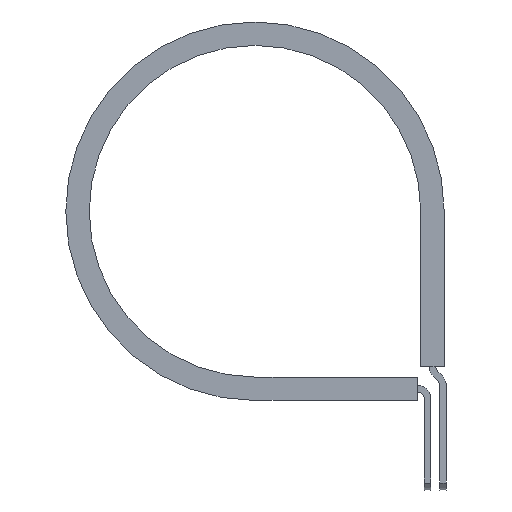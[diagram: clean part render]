
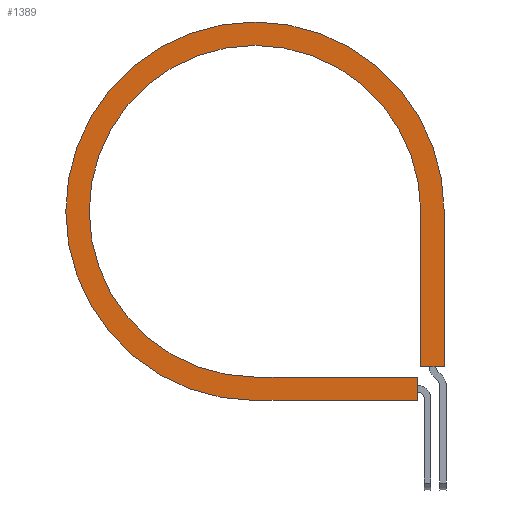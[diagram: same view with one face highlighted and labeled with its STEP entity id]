
A CAD part, front view. The second image highlights one B-rep face of the part: STEP entity #1389.
In plain terms, the highlighted planar face has unit normal (0, -1, 0).
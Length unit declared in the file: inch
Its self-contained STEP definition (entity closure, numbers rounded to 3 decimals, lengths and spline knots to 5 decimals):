
#2 = EDGE_CURVE ( 'NONE', #604, #625, #312, .T. ) ;
#18 = ORIENTED_EDGE ( 'NONE', *, *, #148, .F. ) ;
#38 = ORIENTED_EDGE ( 'NONE', *, *, #960, .F. ) ;
#45 = CARTESIAN_POINT ( 'NONE',  ( 1.1875, -0.31, -1.11315 ) ) ;
#60 = CARTESIAN_POINT ( 'NONE',  ( 0., -0.31, -1.1875 ) ) ;
#148 = EDGE_CURVE ( 'NONE', #640, #665, #667, .T. ) ;
#192 = ORIENTED_EDGE ( 'NONE', *, *, #638, .T. ) ;
#224 = ORIENTED_EDGE ( 'NONE', *, *, #2, .F. ) ;
#266 = CARTESIAN_POINT ( 'NONE',  ( 1.1875, -0.31, 0. ) ) ;
#279 = EDGE_CURVE ( 'NONE', #604, #1346, #1230, .T. ) ;
#286 = CARTESIAN_POINT ( 'NONE',  ( 1.3555, -0.31, 0. ) ) ;
#311 = VECTOR ( 'NONE', #318, 39.37008 ) ;
#312 = LINE ( 'NONE', #286, #311 ) ;
#318 = DIRECTION ( 'NONE',  ( 0., 0., -1. ) ) ;
#321 = CARTESIAN_POINT ( 'NONE',  ( 1.1622, -0.31, -1.3555 ) ) ;
#331 = FACE_OUTER_BOUND ( 'NONE', #1341, .T. ) ;
#388 = PLANE ( 'NONE',  #573 ) ;
#397 = DIRECTION ( 'NONE',  ( 1., 0., 0. ) ) ;
#430 = CARTESIAN_POINT ( 'NONE',  ( 1.3555, -0.31, 0. ) ) ;
#470 = EDGE_CURVE ( 'NONE', #640, #1544, #855, .T. ) ;
#518 = EDGE_CURVE ( 'NONE', #1090, #1469, #914, .T. ) ;
#520 = ORIENTED_EDGE ( 'NONE', *, *, #1018, .F. ) ;
#553 = CARTESIAN_POINT ( 'NONE',  ( 1.3555, -0.31, -1.11315 ) ) ;
#573 = AXIS2_PLACEMENT_3D ( 'NONE', #266, #1271, #397 ) ;
#604 = VERTEX_POINT ( 'NONE', #430 ) ;
#625 = VERTEX_POINT ( 'NONE', #553 ) ;
#631 = DIRECTION ( 'NONE',  ( -1., 0., 0. ) ) ;
#638 = EDGE_CURVE ( 'NONE', #1346, #1090, #947, .T. ) ;
#640 = VERTEX_POINT ( 'NONE', #701 ) ;
#646 = CARTESIAN_POINT ( 'NONE',  ( 1.1875, -0.31, -1.11315 ) ) ;
#664 = DIRECTION ( 'NONE',  ( 1., 0., 0. ) ) ;
#665 = VERTEX_POINT ( 'NONE', #60 ) ;
#667 = CIRCLE ( 'NONE', #902, 1.1875 ) ;
#701 = CARTESIAN_POINT ( 'NONE',  ( 1.1875, -0.31, 0. ) ) ;
#786 = CARTESIAN_POINT ( 'NONE',  ( 0., -0.31, -1.3555 ) ) ;
#855 = LINE ( 'NONE', #1192, #856 ) ;
#856 = VECTOR ( 'NONE', #1210, 39.37008 ) ;
#873 = CARTESIAN_POINT ( 'NONE',  ( 0., -0.31, 0. ) ) ;
#876 = DIRECTION ( 'NONE',  ( 0., -1., 0. ) ) ;
#898 = DIRECTION ( 'NONE',  ( 0., 0., -1. ) ) ;
#899 = VECTOR ( 'NONE', #1512, 39.37008 ) ;
#902 = AXIS2_PLACEMENT_3D ( 'NONE', #873, #876, #898 ) ;
#914 = LINE ( 'NONE', #1520, #899 ) ;
#939 = ORIENTED_EDGE ( 'NONE', *, *, #279, .T. ) ;
#947 = LINE ( 'NONE', #786, #955 ) ;
#955 = VECTOR ( 'NONE', #664, 39.37008 ) ;
#958 = CARTESIAN_POINT ( 'NONE',  ( 0., -0.31, -1.3555 ) ) ;
#960 = EDGE_CURVE ( 'NONE', #625, #1544, #1351, .T. ) ;
#1018 = EDGE_CURVE ( 'NONE', #665, #1469, #1676, .T. ) ;
#1090 = VERTEX_POINT ( 'NONE', #321 ) ;
#1192 = CARTESIAN_POINT ( 'NONE',  ( 1.1875, -0.31, 0. ) ) ;
#1210 = DIRECTION ( 'NONE',  ( 0., 0., -1. ) ) ;
#1230 = CIRCLE ( 'NONE', #1476, 1.3555 ) ;
#1265 = VECTOR ( 'NONE', #1492, 39.37008 ) ;
#1271 = DIRECTION ( 'NONE',  ( 0., -1., 0. ) ) ;
#1282 = CARTESIAN_POINT ( 'NONE',  ( 1.1622, -0.31, -1.1875 ) ) ;
#1341 = EDGE_LOOP ( 'NONE', ( #38, #224, #939, #192, #1403, #520, #18, #1498 ) ) ;
#1346 = VERTEX_POINT ( 'NONE', #958 ) ;
#1351 = LINE ( 'NONE', #646, #1712 ) ;
#1389 = ADVANCED_FACE ( 'NONE', ( #331 ), #388, .T. ) ;
#1403 = ORIENTED_EDGE ( 'NONE', *, *, #518, .T. ) ;
#1435 = CARTESIAN_POINT ( 'NONE',  ( 0., -0.31, -1.1875 ) ) ;
#1469 = VERTEX_POINT ( 'NONE', #1282 ) ;
#1476 = AXIS2_PLACEMENT_3D ( 'NONE', #1718, #1722, #1727 ) ;
#1492 = DIRECTION ( 'NONE',  ( 1., 0., 0. ) ) ;
#1498 = ORIENTED_EDGE ( 'NONE', *, *, #470, .T. ) ;
#1512 = DIRECTION ( 'NONE',  ( 0., 0., 1. ) ) ;
#1520 = CARTESIAN_POINT ( 'NONE',  ( 1.1622, -0.31, -1.1875 ) ) ;
#1544 = VERTEX_POINT ( 'NONE', #45 ) ;
#1676 = LINE ( 'NONE', #1435, #1265 ) ;
#1712 = VECTOR ( 'NONE', #631, 39.37008 ) ;
#1718 = CARTESIAN_POINT ( 'NONE',  ( 0., -0.31, 0. ) ) ;
#1722 = DIRECTION ( 'NONE',  ( 0., -1., 0. ) ) ;
#1727 = DIRECTION ( 'NONE',  ( 0., 0., -1. ) ) ;
